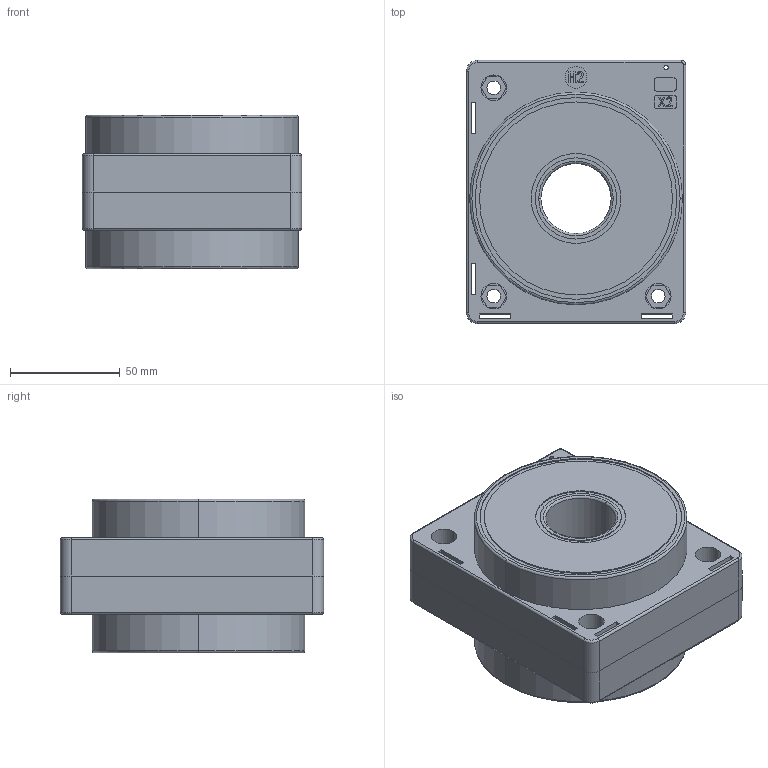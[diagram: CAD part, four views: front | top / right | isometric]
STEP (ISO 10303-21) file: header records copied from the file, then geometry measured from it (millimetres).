
FILE_DESCRIPTION (( 'STEP AP214' ), '1' );
FILE_NAME ('S125.STEP', '2025-11-19T15:53:38', ( '' ), ( '' ), 'SwSTEP 2.0', 'SolidWorks 2022', '' );
FILE_SCHEMA (( 'AUTOMOTIVE_DESIGN' ));
Length unit declared in the file: millimetre
Products named in the file (5): H34Y-______-____^S060  H34Y-032.STEP; H34Y-032-H1^S060  H34Y-032.STEP; S125; 752B-______^S060  H34Y-032.STEP; H34Y-032-H2^S060  H34Y-032.STEP
Assembly tree (4 placements, depth 2):
  S125
    H34Y-032-H2^S060  H34Y-032.STEP
    H34Y-______-____^S060  H34Y-032.STEP
    752B-______^S060  H34Y-032.STEP
    H34Y-032-H1^S060  H34Y-032.STEP
Bounding box: 100 x 120 x 70 mm (x, y, z)
Volume: 584653.9 mm3; surface area: 133970.4 mm2
Topology: 4 solids, 4 shells, 947 faces, 2432 edges, 1556 vertices
Faces by surface type: plane 615, cylinder 266, torus 28, cone 28, bspline 10
Entity records: 30304 total; most frequent: CARTESIAN_POINT 6646, DIRECTION 4870, ORIENTED_EDGE 4864, EDGE_CURVE 2432, LINE 1758, VECTOR 1758, AXIS2_PLACEMENT_3D 1556, VERTEX_POINT 1556
